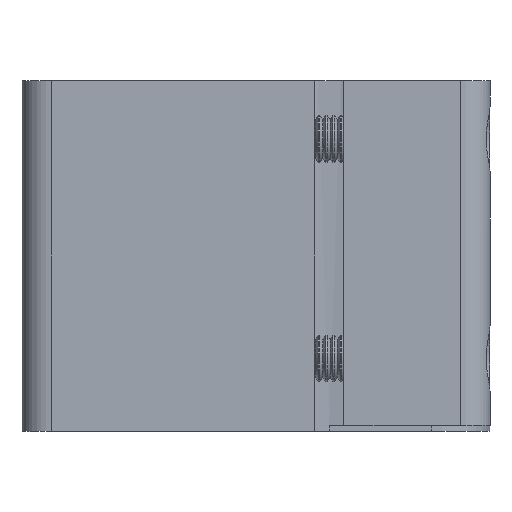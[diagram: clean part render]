
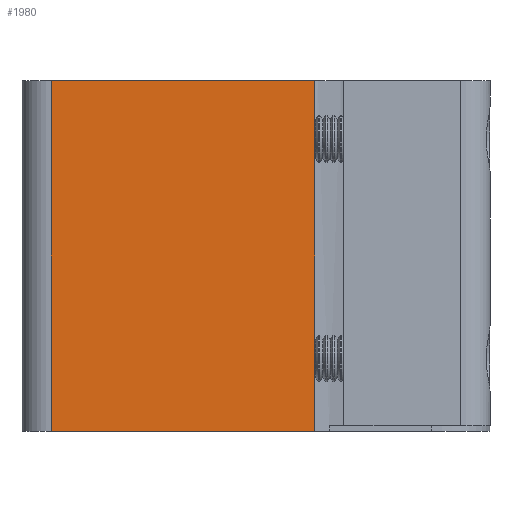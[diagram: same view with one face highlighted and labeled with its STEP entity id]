
A CAD part, left-side view. The second image highlights one B-rep face of the part: STEP entity #1980.
In plain terms, the highlighted planar face has unit normal (-1, 0, 0).
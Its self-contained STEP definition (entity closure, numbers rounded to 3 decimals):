
#29 = ORIENTED_EDGE ( 'NONE', *, *, #3110, .T. ) ;
#100 = EDGE_CURVE ( 'NONE', #3389, #3412, #236, .T. ) ;
#151 = ORIENTED_EDGE ( 'NONE', *, *, #1426, .F. ) ;
#236 = LINE ( 'NONE', #3045, #1759 ) ;
#404 = DIRECTION ( 'NONE',  ( 0., 0., -1. ) ) ;
#496 = CARTESIAN_POINT ( 'NONE',  ( -80., -10., 0. ) ) ;
#592 = VERTEX_POINT ( 'NONE', #2982 ) ;
#612 = LINE ( 'NONE', #905, #3671 ) ;
#905 = CARTESIAN_POINT ( 'NONE',  ( -80., 40., 60. ) ) ;
#932 = CARTESIAN_POINT ( 'NONE',  ( -80., -10., 60. ) ) ;
#1060 = CARTESIAN_POINT ( 'NONE',  ( -80., 40., 60. ) ) ;
#1196 = DIRECTION ( 'NONE',  ( 0., 0., -1. ) ) ;
#1230 = DIRECTION ( 'NONE',  ( 0., -1., 0. ) ) ;
#1261 = AXIS2_PLACEMENT_3D ( 'NONE', #1060, #3185, #404 ) ;
#1294 = CARTESIAN_POINT ( 'NONE',  ( -80., 35., 0. ) ) ;
#1426 = EDGE_CURVE ( 'NONE', #592, #3412, #612, .T. ) ;
#1438 = ORIENTED_EDGE ( 'NONE', *, *, #3907, .T. ) ;
#1759 = VECTOR ( 'NONE', #2990, 1000. ) ;
#1899 = CARTESIAN_POINT ( 'NONE',  ( -80., 40., 0. ) ) ;
#1943 = FACE_OUTER_BOUND ( 'NONE', #3829, .T. ) ;
#1971 = VERTEX_POINT ( 'NONE', #1294 ) ;
#1980 = ADVANCED_FACE ( 'NONE', ( #1943 ), #3756, .F. ) ;
#2122 = VECTOR ( 'NONE', #1230, 1000. ) ;
#2352 = ORIENTED_EDGE ( 'NONE', *, *, #100, .T. ) ;
#2746 = LINE ( 'NONE', #3962, #3869 ) ;
#2982 = CARTESIAN_POINT ( 'NONE',  ( -80., 35., 60. ) ) ;
#2990 = DIRECTION ( 'NONE',  ( 0., 0., 1. ) ) ;
#3045 = CARTESIAN_POINT ( 'NONE',  ( -80., -10., 60. ) ) ;
#3110 = EDGE_CURVE ( 'NONE', #1971, #3389, #3974, .T. ) ;
#3131 = DIRECTION ( 'NONE',  ( 0., -1., 0. ) ) ;
#3185 = DIRECTION ( 'NONE',  ( 1., 0., 0. ) ) ;
#3389 = VERTEX_POINT ( 'NONE', #496 ) ;
#3412 = VERTEX_POINT ( 'NONE', #932 ) ;
#3671 = VECTOR ( 'NONE', #3131, 1000. ) ;
#3756 = PLANE ( 'NONE',  #1261 ) ;
#3829 = EDGE_LOOP ( 'NONE', ( #151, #1438, #29, #2352 ) ) ;
#3869 = VECTOR ( 'NONE', #1196, 1000. ) ;
#3907 = EDGE_CURVE ( 'NONE', #592, #1971, #2746, .T. ) ;
#3962 = CARTESIAN_POINT ( 'NONE',  ( -80., 35., 60. ) ) ;
#3974 = LINE ( 'NONE', #1899, #2122 ) ;
